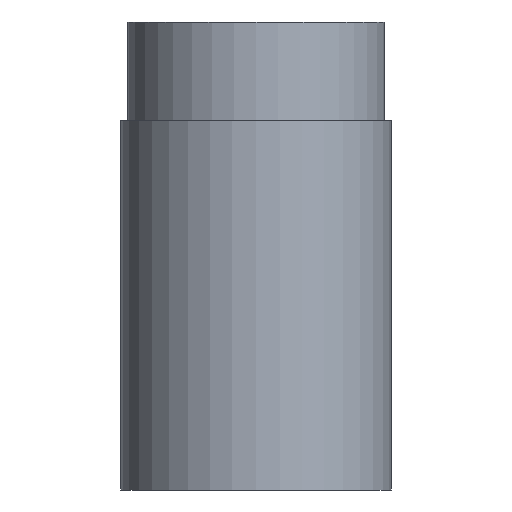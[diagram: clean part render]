
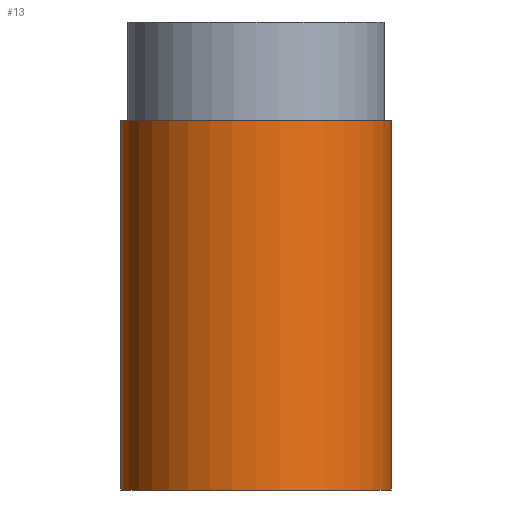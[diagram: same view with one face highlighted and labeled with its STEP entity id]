
A CAD part, front view. The second image highlights one B-rep face of the part: STEP entity #13.
In plain terms, the highlighted cylindrical face has radius 17.462 mm (diameter 34.925 mm), a partial arc.
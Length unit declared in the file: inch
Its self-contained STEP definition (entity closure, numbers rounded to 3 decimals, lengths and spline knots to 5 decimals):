
#3 = ORIENTED_EDGE ( 'NONE', *, *, #318, .T. ) ;
#10 = CARTESIAN_POINT ( 'NONE',  ( 0.6875, 0., 1.875 ) ) ;
#13 = ADVANCED_FACE ( 'NONE', ( #274 ), #324, .T. ) ;
#16 = VERTEX_POINT ( 'NONE', #230 ) ;
#19 = VERTEX_POINT ( 'NONE', #105 ) ;
#20 = DIRECTION ( 'NONE',  ( 1., 0., 0. ) ) ;
#31 = DIRECTION ( 'NONE',  ( 0., 0., -1. ) ) ;
#41 = EDGE_CURVE ( 'NONE', #286, #16, #238, .T. ) ;
#52 = CARTESIAN_POINT ( 'NONE',  ( 0., 0., 1.875 ) ) ;
#66 = AXIS2_PLACEMENT_3D ( 'NONE', #179, #210, #20 ) ;
#72 = VECTOR ( 'NONE', #221, 39.37008 ) ;
#73 = EDGE_LOOP ( 'NONE', ( #270, #125, #278, #3 ) ) ;
#97 = DIRECTION ( 'NONE',  ( 0., 0., -1. ) ) ;
#104 = EDGE_CURVE ( 'NONE', #111, #19, #243, .T. ) ;
#105 = CARTESIAN_POINT ( 'NONE',  ( -0.6875, 0., 0. ) ) ;
#111 = VERTEX_POINT ( 'NONE', #287 ) ;
#115 = DIRECTION ( 'NONE',  ( 0., 0., 1. ) ) ;
#119 = CARTESIAN_POINT ( 'NONE',  ( -0.6875, 0., 1.875 ) ) ;
#124 = CIRCLE ( 'NONE', #66, 0.6875 ) ;
#125 = ORIENTED_EDGE ( 'NONE', *, *, #231, .F. ) ;
#127 = CIRCLE ( 'NONE', #220, 0.6875 ) ;
#134 = AXIS2_PLACEMENT_3D ( 'NONE', #52, #97, #298 ) ;
#145 = DIRECTION ( 'NONE',  ( 1., 0., 0. ) ) ;
#177 = CARTESIAN_POINT ( 'NONE',  ( 0.6875, 0., 1.875 ) ) ;
#179 = CARTESIAN_POINT ( 'NONE',  ( 0., 0., 0. ) ) ;
#181 = CARTESIAN_POINT ( 'NONE',  ( 0., 0., 1.875 ) ) ;
#210 = DIRECTION ( 'NONE',  ( 0., 0., 1. ) ) ;
#220 = AXIS2_PLACEMENT_3D ( 'NONE', #181, #115, #145 ) ;
#221 = DIRECTION ( 'NONE',  ( 0., 0., -1. ) ) ;
#230 = CARTESIAN_POINT ( 'NONE',  ( 0.6875, 0., 0. ) ) ;
#231 = EDGE_CURVE ( 'NONE', #111, #286, #127, .T. ) ;
#236 = VECTOR ( 'NONE', #31, 39.37008 ) ;
#238 = LINE ( 'NONE', #10, #236 ) ;
#243 = LINE ( 'NONE', #119, #72 ) ;
#270 = ORIENTED_EDGE ( 'NONE', *, *, #41, .F. ) ;
#274 = FACE_OUTER_BOUND ( 'NONE', #73, .T. ) ;
#278 = ORIENTED_EDGE ( 'NONE', *, *, #104, .T. ) ;
#286 = VERTEX_POINT ( 'NONE', #177 ) ;
#287 = CARTESIAN_POINT ( 'NONE',  ( -0.6875, 0., 1.875 ) ) ;
#298 = DIRECTION ( 'NONE',  ( -1., 0., 0. ) ) ;
#318 = EDGE_CURVE ( 'NONE', #19, #16, #124, .T. ) ;
#324 = CYLINDRICAL_SURFACE ( 'NONE', #134, 0.6875 ) ;
